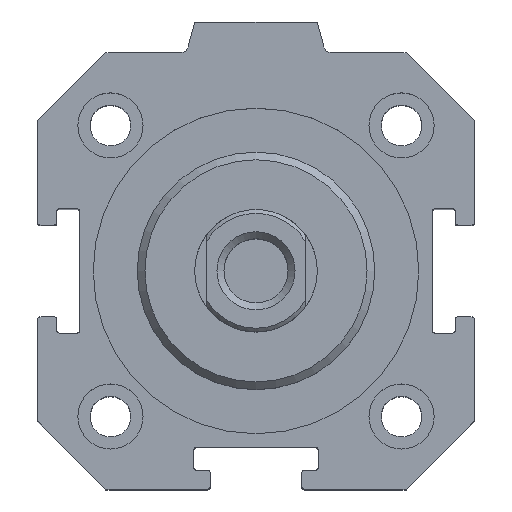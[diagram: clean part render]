
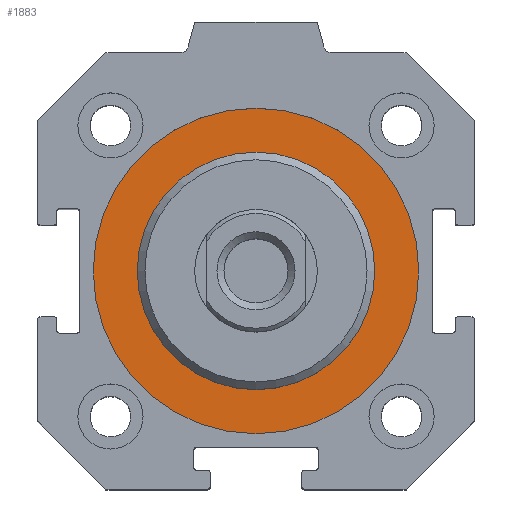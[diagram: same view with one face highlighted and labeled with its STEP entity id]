
A CAD part, top view. The second image highlights one B-rep face of the part: STEP entity #1883.
In plain terms, the highlighted planar face has unit normal (0, 0, 1).
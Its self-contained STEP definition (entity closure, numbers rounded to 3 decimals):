
#319=PLANE('',#2041);
#389=FACE_BOUND('',#563,.T.);
#390=FACE_BOUND('',#564,.T.);
#563=EDGE_LOOP('',(#1339));
#564=EDGE_LOOP('',(#1340));
#753=CIRCLE('',#2039,21.25);
#755=CIRCLE('',#2042,15.5);
#896=VERTEX_POINT('',#2974);
#898=VERTEX_POINT('',#2979);
#1081=EDGE_CURVE('',#896,#896,#753,.T.);
#1083=EDGE_CURVE('',#898,#898,#755,.T.);
#1339=ORIENTED_EDGE('',*,*,#1083,.F.);
#1340=ORIENTED_EDGE('',*,*,#1081,.F.);
#1883=ADVANCED_FACE('',(#389,#390),#319,.T.);
#2039=AXIS2_PLACEMENT_3D('',#2975,#2344,#2345);
#2041=AXIS2_PLACEMENT_3D('',#2978,#2348,#2349);
#2042=AXIS2_PLACEMENT_3D('',#2980,#2350,#2351);
#2344=DIRECTION('center_axis',(0.,0.,-1.));
#2345=DIRECTION('ref_axis',(-1.,0.,0.));
#2348=DIRECTION('center_axis',(0.,0.,1.));
#2349=DIRECTION('ref_axis',(1.,0.,0.));
#2350=DIRECTION('center_axis',(0.,0.,1.));
#2351=DIRECTION('ref_axis',(-1.,0.,0.));
#2974=CARTESIAN_POINT('',(21.25,0.,51.5));
#2975=CARTESIAN_POINT('Origin',(0.,0.,51.5));
#2978=CARTESIAN_POINT('Origin',(0.,0.,
51.5));
#2979=CARTESIAN_POINT('',(15.5,0.,51.5));
#2980=CARTESIAN_POINT('Origin',(0.,0.,51.5));
